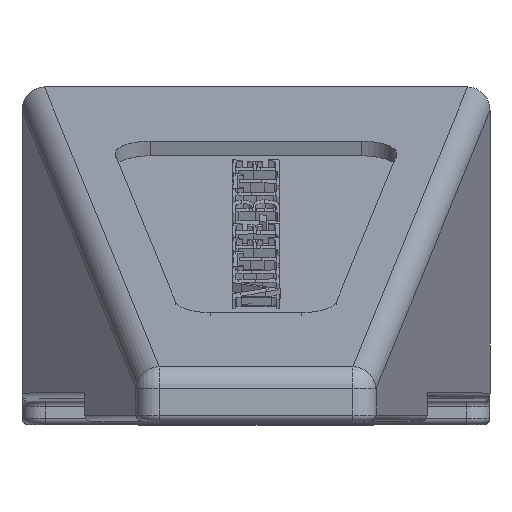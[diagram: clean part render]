
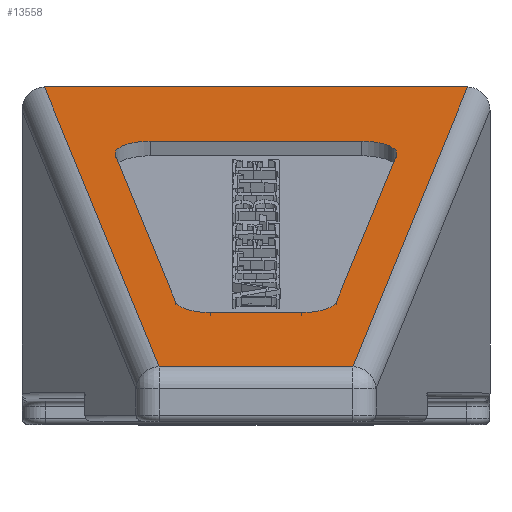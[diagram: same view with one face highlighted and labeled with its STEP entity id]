
A CAD part, top view. The second image highlights one B-rep face of the part: STEP entity #13558.
In plain terms, the highlighted planar face has unit normal (0, 0.937, 0.35).
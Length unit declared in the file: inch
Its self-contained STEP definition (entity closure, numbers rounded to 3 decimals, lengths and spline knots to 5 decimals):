
#178 = VECTOR ( 'NONE', #6228, 39.37008 ) ;
#205 = VERTEX_POINT ( 'NONE', #277 ) ;
#220 = DIRECTION ( 'NONE',  ( 0., 0.35, -0.937 ) ) ;
#277 = CARTESIAN_POINT ( 'NONE',  ( -0.11678, 0.27881, 2.58776 ) ) ;
#338 = DIRECTION ( 'NONE',  ( 0.141, -0.346, 0.928 ) ) ;
#359 = ORIENTED_EDGE ( 'NONE', *, *, #1889, .T. ) ;
#560 = CARTESIAN_POINT ( 'NONE',  ( -0.54083, 0.86, 1.03 ) ) ;
#722 = CARTESIAN_POINT ( 'NONE',  ( 0.54, 0.86, 1.03 ) ) ;
#733 = CARTESIAN_POINT ( 'NONE',  ( -0.6, 0.13956, 2.96097 ) ) ;
#853 = FACE_OUTER_BOUND ( 'NONE', #15414, .T. ) ;
#1037 = VERTEX_POINT ( 'NONE', #2642 ) ;
#1282 = ORIENTED_EDGE ( 'NONE', *, *, #11506, .T. ) ;
#1450 = AXIS2_PLACEMENT_3D ( 'NONE', #15473, #7901, #220 ) ;
#1889 = EDGE_CURVE ( 'NONE', #6231, #16305, #3764, .T. ) ;
#2236 = CARTESIAN_POINT ( 'NONE',  ( 0.51971, 0.80416, 1.17968 ) ) ;
#2254 = CARTESIAN_POINT ( 'NONE',  ( 0.36035, 0.68427, 1.501 ) ) ;
#2642 = CARTESIAN_POINT ( 'NONE',  ( -0.54248, 0.85995, 1.03014 ) ) ;
#2780 = ORIENTED_EDGE ( 'NONE', *, *, #5383, .F. ) ;
#2866 = AXIS2_PLACEMENT_3D ( 'NONE', #7449, #16310, #8707 ) ;
#2914 = VERTEX_POINT ( 'NONE', #9811 ) ;
#3121 = CARTESIAN_POINT ( 'NONE',  ( -0.54, 0.86, 1.03 ) ) ;
#3185 = ORIENTED_EDGE ( 'NONE', *, *, #8846, .T. ) ;
#3257 = LINE ( 'NONE', #4909, #10073 ) ;
#3277 = DIRECTION ( 'NONE',  ( 0.141, 0.346, -0.928 ) ) ;
#3299 = DIRECTION ( 'NONE',  ( 1., 0., 0. ) ) ;
#3365 = EDGE_LOOP ( 'NONE', ( #12414, #5523, #12015, #359, #16042, #4264, #2780, #3185 ) ) ;
#3579 = DIRECTION ( 'NONE',  ( 1., 0., 0. ) ) ;
#3764 = CIRCLE ( 'NONE', #1450, 0.09 ) ;
#3822 = EDGE_CURVE ( 'NONE', #12357, #16206, #15714, .T. ) ;
#3993 =( BOUNDED_CURVE ( )  B_SPLINE_CURVE ( 3, ( #7123, #5842, #8388, #722 ),
 .UNSPECIFIED., .F., .F. ) 
 B_SPLINE_CURVE_WITH_KNOTS ( ( 4, 4 ),
 ( 6.24182, 6.28319 ),
 .UNSPECIFIED. ) 
 CURVE ( )  GEOMETRIC_REPRESENTATION_ITEM ( )  RATIONAL_B_SPLINE_CURVE ( ( 1., 1., 1., 1. ) ) 
 REPRESENTATION_ITEM ( '' )  );
#4167 = CARTESIAN_POINT ( 'NONE',  ( -0.24845, 0.13956, 2.96097 ) ) ;
#4264 = ORIENTED_EDGE ( 'NONE', *, *, #5194, .T. ) ;
#4531 = DIRECTION ( 'NONE',  ( 0., -0.937, -0.35 ) ) ;
#4563 = CARTESIAN_POINT ( 'NONE',  ( 0.11678, 0.31027, 2.50344 ) ) ;
#4605 = AXIS2_PLACEMENT_3D ( 'NONE', #4563, #13470, #5860 ) ;
#4868 = VERTEX_POINT ( 'NONE', #6716 ) ;
#4909 = CARTESIAN_POINT ( 'NONE',  ( -0.375, 0.72018, 1.40477 ) ) ;
#5194 = EDGE_CURVE ( 'NONE', #7622, #6862, #14198, .T. ) ;
#5365 = CARTESIAN_POINT ( 'NONE',  ( -0.27125, 0.72018, 1.40477 ) ) ;
#5383 = EDGE_CURVE ( 'NONE', #2914, #6862, #9248, .T. ) ;
#5523 = ORIENTED_EDGE ( 'NONE', *, *, #7273, .T. ) ;
#5622 = VERTEX_POINT ( 'NONE', #6281 ) ;
#5723 = CARTESIAN_POINT ( 'NONE',  ( -0.54248, 0.85995, 1.03014 ) ) ;
#5842 = CARTESIAN_POINT ( 'NONE',  ( 0.54165, 0.85998, 1.03005 ) ) ;
#5860 = DIRECTION ( 'NONE',  ( 0., 0.35, -0.937 ) ) ;
#5966 = VECTOR ( 'NONE', #3299, 39.37008 ) ;
#5971 = CIRCLE ( 'NONE', #4605, 0.09 ) ;
#6090 = CARTESIAN_POINT ( 'NONE',  ( -0.6, 0.86, 1.03 ) ) ;
#6186 = EDGE_CURVE ( 'NONE', #16238, #4868, #3993, .T. ) ;
#6228 = DIRECTION ( 'NONE',  ( 0.141, -0.346, 0.928 ) ) ;
#6231 = VERTEX_POINT ( 'NONE', #9838 ) ;
#6281 = CARTESIAN_POINT ( 'NONE',  ( -0.20588, 0.30582, 2.51535 ) ) ;
#6434 = VECTOR ( 'NONE', #338, 39.37008 ) ;
#6632 = DIRECTION ( 'NONE',  ( 0., -0.937, -0.35 ) ) ;
#6716 = CARTESIAN_POINT ( 'NONE',  ( 0.54, 0.86, 1.03 ) ) ;
#6862 = VERTEX_POINT ( 'NONE', #2254 ) ;
#7123 = CARTESIAN_POINT ( 'NONE',  ( 0.54248, 0.85995, 1.03014 ) ) ;
#7188 = EDGE_CURVE ( 'NONE', #16206, #16238, #7860, .T. ) ;
#7273 = EDGE_CURVE ( 'NONE', #205, #5622, #13786, .T. ) ;
#7449 = CARTESIAN_POINT ( 'NONE',  ( 0.27125, 0.68872, 1.48909 ) ) ;
#7615 = ORIENTED_EDGE ( 'NONE', *, *, #7188, .T. ) ;
#7622 = VERTEX_POINT ( 'NONE', #11658 ) ;
#7681 = FACE_BOUND ( 'NONE', #3365, .T. ) ;
#7860 = LINE ( 'NONE', #2236, #11232 ) ;
#7901 = DIRECTION ( 'NONE',  ( 0., -0.937, -0.35 ) ) ;
#8037 = EDGE_CURVE ( 'NONE', #205, #8237, #13548, .T. ) ;
#8237 = VERTEX_POINT ( 'NONE', #14386 ) ;
#8339 = EDGE_CURVE ( 'NONE', #1037, #12357, #9974, .T. ) ;
#8388 = CARTESIAN_POINT ( 'NONE',  ( 0.54083, 0.86, 1.03 ) ) ;
#8707 = DIRECTION ( 'NONE',  ( 0., 0.35, -0.937 ) ) ;
#8846 = EDGE_CURVE ( 'NONE', #2914, #8237, #5971, .T. ) ;
#9248 = LINE ( 'NONE', #9608, #13029 ) ;
#9385 = VECTOR ( 'NONE', #3579, 39.37008 ) ;
#9608 = CARTESIAN_POINT ( 'NONE',  ( 0.375, 0.72018, 1.40477 ) ) ;
#9752 = DIRECTION ( 'NONE',  ( 1., 0., 0. ) ) ;
#9811 = CARTESIAN_POINT ( 'NONE',  ( 0.20588, 0.30582, 2.51535 ) ) ;
#9838 = CARTESIAN_POINT ( 'NONE',  ( -0.36035, 0.68427, 1.501 ) ) ;
#9929 = EDGE_CURVE ( 'NONE', #10905, #4868, #16273, .T. ) ;
#9974 = LINE ( 'NONE', #12493, #178 ) ;
#10073 = VECTOR ( 'NONE', #13791, 39.37008 ) ;
#10207 = LINE ( 'NONE', #15613, #6434 ) ;
#10340 =( BOUNDED_CURVE ( )  B_SPLINE_CURVE ( 3, ( #3121, #560, #13333, #5723 ),
 .UNSPECIFIED., .F., .F. ) 
 B_SPLINE_CURVE_WITH_KNOTS ( ( 4, 4 ),
 ( 3.14159, 3.18296 ),
 .UNSPECIFIED. ) 
 CURVE ( )  GEOMETRIC_REPRESENTATION_ITEM ( )  RATIONAL_B_SPLINE_CURVE ( ( 1., 1., 1., 1. ) ) 
 REPRESENTATION_ITEM ( '' )  );
#10484 = PLANE ( 'NONE',  #13613 ) ;
#10860 = CARTESIAN_POINT ( 'NONE',  ( -0.54, 0.86, 1.03 ) ) ;
#10905 = VERTEX_POINT ( 'NONE', #10860 ) ;
#11006 = AXIS2_PLACEMENT_3D ( 'NONE', #14214, #6632, #15488 ) ;
#11067 = ORIENTED_EDGE ( 'NONE', *, *, #8339, .T. ) ;
#11232 = VECTOR ( 'NONE', #16207, 39.37008 ) ;
#11241 = ORIENTED_EDGE ( 'NONE', *, *, #6186, .T. ) ;
#11506 = EDGE_CURVE ( 'NONE', #10905, #1037, #10340, .T. ) ;
#11658 = CARTESIAN_POINT ( 'NONE',  ( 0.27125, 0.72018, 1.40477 ) ) ;
#12015 = ORIENTED_EDGE ( 'NONE', *, *, #15859, .F. ) ;
#12144 = CARTESIAN_POINT ( 'NONE',  ( -0.6, 0.86, 1.03 ) ) ;
#12357 = VERTEX_POINT ( 'NONE', #4167 ) ;
#12414 = ORIENTED_EDGE ( 'NONE', *, *, #8037, .F. ) ;
#12493 = CARTESIAN_POINT ( 'NONE',  ( -0.54365, 0.86281, 1.02247 ) ) ;
#13029 = VECTOR ( 'NONE', #3277, 39.37008 ) ;
#13325 = VECTOR ( 'NONE', #9752, 39.37008 ) ;
#13326 = EDGE_CURVE ( 'NONE', #7622, #16305, #3257, .T. ) ;
#13333 = CARTESIAN_POINT ( 'NONE',  ( -0.54165, 0.85998, 1.03005 ) ) ;
#13442 = DIRECTION ( 'NONE',  ( 0., 0.35, -0.937 ) ) ;
#13470 = DIRECTION ( 'NONE',  ( 0., -0.937, -0.35 ) ) ;
#13548 = LINE ( 'NONE', #13785, #9385 ) ;
#13558 = ADVANCED_FACE ( 'NONE', ( #7681, #853 ), #10484, .F. ) ;
#13613 = AXIS2_PLACEMENT_3D ( 'NONE', #12144, #4531, #13442 ) ;
#13785 = CARTESIAN_POINT ( 'NONE',  ( 0.19485, 0.27881, 2.58776 ) ) ;
#13786 = CIRCLE ( 'NONE', #11006, 0.09 ) ;
#13791 = DIRECTION ( 'NONE',  ( -1., 0., 0. ) ) ;
#13922 = ORIENTED_EDGE ( 'NONE', *, *, #3822, .T. ) ;
#14136 = ORIENTED_EDGE ( 'NONE', *, *, #9929, .F. ) ;
#14198 = CIRCLE ( 'NONE', #2866, 0.09 ) ;
#14214 = CARTESIAN_POINT ( 'NONE',  ( -0.11678, 0.31027, 2.50344 ) ) ;
#14386 = CARTESIAN_POINT ( 'NONE',  ( 0.11678, 0.27881, 2.58776 ) ) ;
#15284 = CARTESIAN_POINT ( 'NONE',  ( 0.54248, 0.85995, 1.03014 ) ) ;
#15414 = EDGE_LOOP ( 'NONE', ( #14136, #1282, #11067, #13922, #7615, #11241 ) ) ;
#15473 = CARTESIAN_POINT ( 'NONE',  ( -0.27125, 0.68872, 1.48909 ) ) ;
#15488 = DIRECTION ( 'NONE',  ( 0., 0.35, -0.937 ) ) ;
#15613 = CARTESIAN_POINT ( 'NONE',  ( -0.19485, 0.27881, 2.58776 ) ) ;
#15714 = LINE ( 'NONE', #733, #5966 ) ;
#15859 = EDGE_CURVE ( 'NONE', #6231, #5622, #10207, .T. ) ;
#16042 = ORIENTED_EDGE ( 'NONE', *, *, #13326, .F. ) ;
#16206 = VERTEX_POINT ( 'NONE', #16466 ) ;
#16207 = DIRECTION ( 'NONE',  ( 0.141, 0.346, -0.928 ) ) ;
#16238 = VERTEX_POINT ( 'NONE', #15284 ) ;
#16273 = LINE ( 'NONE', #6090, #13325 ) ;
#16305 = VERTEX_POINT ( 'NONE', #5365 ) ;
#16310 = DIRECTION ( 'NONE',  ( 0., -0.937, -0.35 ) ) ;
#16466 = CARTESIAN_POINT ( 'NONE',  ( 0.24845, 0.13956, 2.96097 ) ) ;
